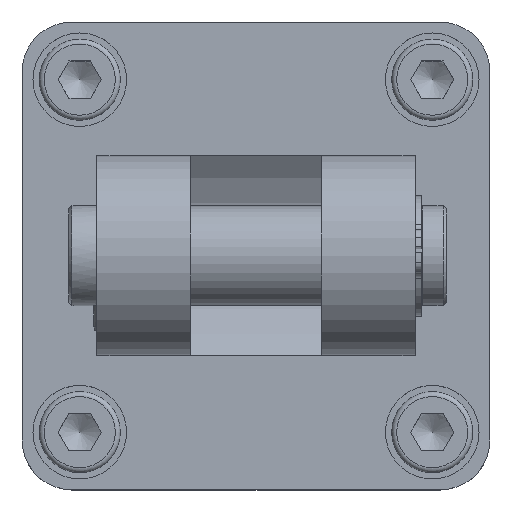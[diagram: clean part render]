
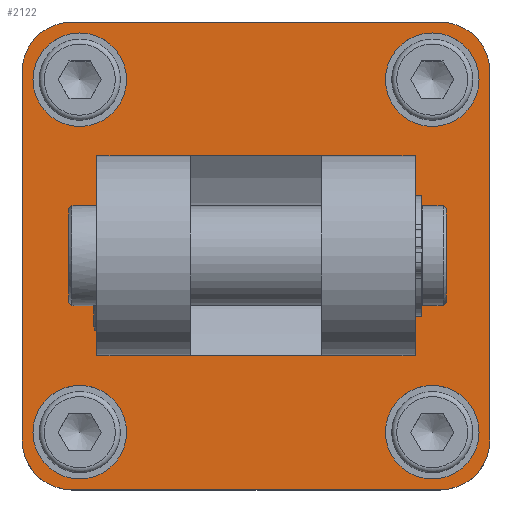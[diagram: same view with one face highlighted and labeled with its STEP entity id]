
A CAD part, top view. The second image highlights one B-rep face of the part: STEP entity #2122.
In plain terms, the highlighted planar face has unit normal (0, 0, 1).
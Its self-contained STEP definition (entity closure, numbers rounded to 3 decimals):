
#130=LINE('',#3480,#254);
#131=LINE('',#3484,#255);
#133=LINE('',#3491,#257);
#139=LINE('',#3506,#263);
#140=LINE('',#3508,#264);
#141=LINE('',#3509,#265);
#142=LINE('',#3511,#266);
#146=LINE('',#3520,#270);
#149=LINE('',#3531,#273);
#151=LINE('',#3534,#275);
#152=LINE('',#3535,#276);
#153=LINE('',#3537,#277);
#154=LINE('',#3570,#278);
#158=LINE('',#3579,#282);
#161=LINE('',#3587,#285);
#164=LINE('',#3595,#288);
#254=VECTOR('',#2805,21.);
#255=VECTOR('',#2808,21.);
#257=VECTOR('',#2814,15.);
#263=VECTOR('',#2828,15.);
#264=VECTOR('',#2831,0.032);
#265=VECTOR('',#2832,0.032);
#266=VECTOR('',#2835,32.);
#270=VECTOR('',#2841,15.);
#273=VECTOR('',#2852,15.);
#275=VECTOR('',#2856,0.032);
#276=VECTOR('',#2857,0.032);
#277=VECTOR('',#2860,32.);
#278=VECTOR('',#2905,59.);
#282=VECTOR('',#2915,59.);
#285=VECTOR('',#2924,59.);
#288=VECTOR('',#2933,59.);
#415=FACE_BOUND('',#746,.T.);
#416=FACE_BOUND('',#747,.T.);
#417=FACE_BOUND('',#748,.T.);
#418=FACE_BOUND('',#749,.T.);
#419=FACE_BOUND('',#750,.T.);
#550=FACE_OUTER_BOUND('',#745,.T.);
#745=EDGE_LOOP('',(#1766,#1767,#1768,#1769,#1770,#1771,#1772,#1773));
#746=EDGE_LOOP('',(#1774,#1775,#1776,#1777,#1778,#1779,#1780,#1781,#1782,
#1783,#1784,#1785));
#747=EDGE_LOOP('',(#1786));
#748=EDGE_LOOP('',(#1787));
#749=EDGE_LOOP('',(#1788));
#750=EDGE_LOOP('',(#1789));
#839=CIRCLE('',#2324,7.5);
#841=CIRCLE('',#2328,7.5);
#843=CIRCLE('',#2332,7.5);
#845=CIRCLE('',#2339,7.5);
#846=CIRCLE('',#2344,8.);
#847=CIRCLE('',#2347,8.);
#848=CIRCLE('',#2350,8.);
#849=CIRCLE('',#2353,8.);
#1001=VERTEX_POINT('',#3478);
#1002=VERTEX_POINT('',#3479);
#1003=VERTEX_POINT('',#3481);
#1004=VERTEX_POINT('',#3483);
#1005=VERTEX_POINT('',#3487);
#1007=VERTEX_POINT('',#3490);
#1011=VERTEX_POINT('',#3502);
#1012=VERTEX_POINT('',#3504);
#1013=VERTEX_POINT('',#3513);
#1016=VERTEX_POINT('',#3518);
#1019=VERTEX_POINT('',#3528);
#1020=VERTEX_POINT('',#3530);
#1022=VERTEX_POINT('',#3542);
#1024=VERTEX_POINT('',#3548);
#1026=VERTEX_POINT('',#3554);
#1028=VERTEX_POINT('',#3563);
#1029=VERTEX_POINT('',#3568);
#1030=VERTEX_POINT('',#3569);
#1031=VERTEX_POINT('',#3574);
#1032=VERTEX_POINT('',#3578);
#1033=VERTEX_POINT('',#3582);
#1034=VERTEX_POINT('',#3586);
#1035=VERTEX_POINT('',#3590);
#1036=VERTEX_POINT('',#3594);
#1234=EDGE_CURVE('',#1001,#1002,#130,.T.);
#1236=EDGE_CURVE('',#1004,#1003,#131,.T.);
#1239=EDGE_CURVE('',#1007,#1005,#133,.T.);
#1247=EDGE_CURVE('',#1011,#1012,#139,.T.);
#1248=EDGE_CURVE('',#1002,#1011,#140,.T.);
#1249=EDGE_CURVE('',#1005,#1004,#141,.T.);
#1250=EDGE_CURVE('',#1012,#1007,#142,.T.);
#1254=EDGE_CURVE('',#1013,#1016,#146,.T.);
#1259=EDGE_CURVE('',#1020,#1019,#149,.T.);
#1261=EDGE_CURVE('',#1003,#1013,#151,.T.);
#1262=EDGE_CURVE('',#1019,#1001,#152,.T.);
#1263=EDGE_CURVE('',#1016,#1020,#153,.T.);
#1265=EDGE_CURVE('',#1022,#1022,#839,.T.);
#1267=EDGE_CURVE('',#1024,#1024,#841,.T.);
#1269=EDGE_CURVE('',#1026,#1026,#843,.T.);
#1271=EDGE_CURVE('',#1028,#1028,#845,.T.);
#1272=EDGE_CURVE('',#1029,#1030,#154,.T.);
#1275=EDGE_CURVE('',#1030,#1031,#846,.T.);
#1277=EDGE_CURVE('',#1031,#1032,#158,.T.);
#1279=EDGE_CURVE('',#1032,#1033,#847,.T.);
#1281=EDGE_CURVE('',#1033,#1034,#161,.T.);
#1283=EDGE_CURVE('',#1034,#1035,#848,.T.);
#1285=EDGE_CURVE('',#1035,#1036,#164,.T.);
#1287=EDGE_CURVE('',#1036,#1029,#849,.T.);
#1766=ORIENTED_EDGE('',*,*,#1272,.F.);
#1767=ORIENTED_EDGE('',*,*,#1287,.F.);
#1768=ORIENTED_EDGE('',*,*,#1285,.F.);
#1769=ORIENTED_EDGE('',*,*,#1283,.F.);
#1770=ORIENTED_EDGE('',*,*,#1281,.F.);
#1771=ORIENTED_EDGE('',*,*,#1279,.F.);
#1772=ORIENTED_EDGE('',*,*,#1277,.F.);
#1773=ORIENTED_EDGE('',*,*,#1275,.F.);
#1774=ORIENTED_EDGE('',*,*,#1248,.T.);
#1775=ORIENTED_EDGE('',*,*,#1247,.T.);
#1776=ORIENTED_EDGE('',*,*,#1250,.T.);
#1777=ORIENTED_EDGE('',*,*,#1239,.T.);
#1778=ORIENTED_EDGE('',*,*,#1249,.T.);
#1779=ORIENTED_EDGE('',*,*,#1236,.T.);
#1780=ORIENTED_EDGE('',*,*,#1261,.T.);
#1781=ORIENTED_EDGE('',*,*,#1254,.T.);
#1782=ORIENTED_EDGE('',*,*,#1263,.T.);
#1783=ORIENTED_EDGE('',*,*,#1259,.T.);
#1784=ORIENTED_EDGE('',*,*,#1262,.T.);
#1785=ORIENTED_EDGE('',*,*,#1234,.T.);
#1786=ORIENTED_EDGE('',*,*,#1265,.T.);
#1787=ORIENTED_EDGE('',*,*,#1267,.T.);
#1788=ORIENTED_EDGE('',*,*,#1269,.T.);
#1789=ORIENTED_EDGE('',*,*,#1271,.T.);
#1859=PLANE('',#2354);
#2122=ADVANCED_FACE('',(#550,#415,#416,#417,#418,#419),#1859,.T.);
#2324=AXIS2_PLACEMENT_3D('',#3543,#2867,#2868);
#2328=AXIS2_PLACEMENT_3D('',#3549,#2875,#2876);
#2332=AXIS2_PLACEMENT_3D('',#3555,#2883,#2884);
#2339=AXIS2_PLACEMENT_3D('',#3564,#2897,#2898);
#2344=AXIS2_PLACEMENT_3D('',#3575,#2910,#2911);
#2347=AXIS2_PLACEMENT_3D('',#3583,#2919,#2920);
#2350=AXIS2_PLACEMENT_3D('',#3591,#2928,#2929);
#2353=AXIS2_PLACEMENT_3D('',#3598,#2937,#2938);
#2354=AXIS2_PLACEMENT_3D('',#3599,#2939,#2940);
#2805=DIRECTION('',(1.,0.,0.));
#2808=DIRECTION('',(-1.,0.,0.));
#2814=DIRECTION('',(-1.,0.,0.));
#2828=DIRECTION('',(1.,0.,0.));
#2831=DIRECTION('',(0.,-1.,0.));
#2832=DIRECTION('',(0.,-1.,0.));
#2835=DIRECTION('',(0.,-1.,0.));
#2841=DIRECTION('',(-1.,0.,0.));
#2852=DIRECTION('',(1.,0.,0.));
#2856=DIRECTION('',(0.,1.,0.));
#2857=DIRECTION('',(0.,1.,0.));
#2860=DIRECTION('',(0.,1.,0.));
#2867=DIRECTION('center_axis',(0.,0.,
-1.));
#2868=DIRECTION('ref_axis',(-1.,0.,0.));
#2875=DIRECTION('center_axis',(0.,0.,
-1.));
#2876=DIRECTION('ref_axis',(-1.,0.,0.));
#2883=DIRECTION('center_axis',(0.,0.,
-1.));
#2884=DIRECTION('ref_axis',(-1.,0.,0.));
#2897=DIRECTION('center_axis',(0.,0.,
-1.));
#2898=DIRECTION('ref_axis',(-1.,0.,0.));
#2905=DIRECTION('',(1.,0.,0.));
#2910=DIRECTION('center_axis',(0.,0.,
-1.));
#2911=DIRECTION('ref_axis',(1.,0.,0.));
#2915=DIRECTION('',(0.,-1.,0.));
#2919=DIRECTION('center_axis',(0.,0.,
-1.));
#2920=DIRECTION('ref_axis',(0.,-1.,0.));
#2924=DIRECTION('',(-1.,0.,0.));
#2928=DIRECTION('center_axis',(0.,0.,
-1.));
#2929=DIRECTION('ref_axis',(-1.,0.,0.));
#2933=DIRECTION('',(0.,1.,0.));
#2937=DIRECTION('center_axis',(0.,0.,
-1.));
#2938=DIRECTION('ref_axis',(0.,1.,0.));
#2939=DIRECTION('center_axis',(0.,0.,
1.));
#2940=DIRECTION('ref_axis',(1.,0.,0.));
#3478=CARTESIAN_POINT('',(-10.5,16.032,12.));
#3479=CARTESIAN_POINT('',(10.5,16.032,12.));
#3480=CARTESIAN_POINT('',(10.5,16.032,12.));
#3481=CARTESIAN_POINT('',(-10.5,-16.032,12.));
#3483=CARTESIAN_POINT('',(10.5,-16.032,12.));
#3484=CARTESIAN_POINT('',(10.5,-16.032,12.));
#3487=CARTESIAN_POINT('',(10.5,-16.,12.));
#3490=CARTESIAN_POINT('',(25.5,-16.,12.));
#3491=CARTESIAN_POINT('',(12.75,-16.,12.));
#3502=CARTESIAN_POINT('',(10.5,16.,12.));
#3504=CARTESIAN_POINT('',(25.5,16.,12.));
#3506=CARTESIAN_POINT('',(12.75,16.,12.));
#3508=CARTESIAN_POINT('',(10.5,0.,12.));
#3509=CARTESIAN_POINT('',(10.5,0.,12.));
#3511=CARTESIAN_POINT('',(25.5,0.,12.));
#3513=CARTESIAN_POINT('',(-10.5,-16.,12.));
#3518=CARTESIAN_POINT('',(-25.5,-16.,12.));
#3520=CARTESIAN_POINT('',(-12.75,-16.,12.));
#3528=CARTESIAN_POINT('',(-10.5,16.,12.));
#3530=CARTESIAN_POINT('',(-25.5,16.,12.));
#3531=CARTESIAN_POINT('',(-12.75,16.,12.));
#3534=CARTESIAN_POINT('',(-10.5,0.,12.));
#3535=CARTESIAN_POINT('',(-10.5,0.,12.));
#3537=CARTESIAN_POINT('',(-25.5,0.,12.));
#3542=CARTESIAN_POINT('',(35.75,-28.25,12.));
#3543=CARTESIAN_POINT('Origin',(28.25,-28.25,12.));
#3548=CARTESIAN_POINT('',(35.75,28.25,12.));
#3549=CARTESIAN_POINT('Origin',(28.25,28.25,12.));
#3554=CARTESIAN_POINT('',(-20.75,-28.25,12.));
#3555=CARTESIAN_POINT('Origin',(-28.25,-28.25,12.));
#3563=CARTESIAN_POINT('',(-20.75,28.25,12.));
#3564=CARTESIAN_POINT('Origin',(-28.25,28.25,12.));
#3568=CARTESIAN_POINT('',(-29.5,37.5,12.));
#3569=CARTESIAN_POINT('',(29.5,37.5,12.));
#3570=CARTESIAN_POINT('',(29.5,37.5,12.));
#3574=CARTESIAN_POINT('',(37.5,29.5,12.));
#3575=CARTESIAN_POINT('Origin',(29.5,29.5,12.));
#3578=CARTESIAN_POINT('',(37.5,-29.5,12.));
#3579=CARTESIAN_POINT('',(37.5,-29.5,12.));
#3582=CARTESIAN_POINT('',(29.5,-37.5,12.));
#3583=CARTESIAN_POINT('Origin',(29.5,-29.5,12.));
#3586=CARTESIAN_POINT('',(-29.5,-37.5,12.));
#3587=CARTESIAN_POINT('',(-29.5,-37.5,12.));
#3590=CARTESIAN_POINT('',(-37.5,-29.5,12.));
#3591=CARTESIAN_POINT('Origin',(-29.5,-29.5,12.));
#3594=CARTESIAN_POINT('',(-37.5,29.5,12.));
#3595=CARTESIAN_POINT('',(-37.5,29.5,12.));
#3598=CARTESIAN_POINT('Origin',(-29.5,29.5,12.));
#3599=CARTESIAN_POINT('Origin',(0.,0.,
12.));
